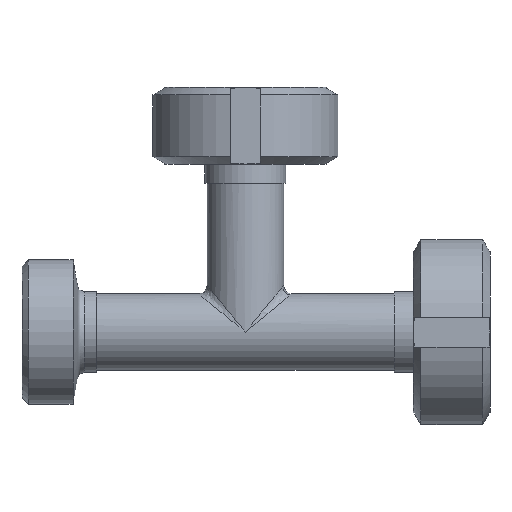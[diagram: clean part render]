
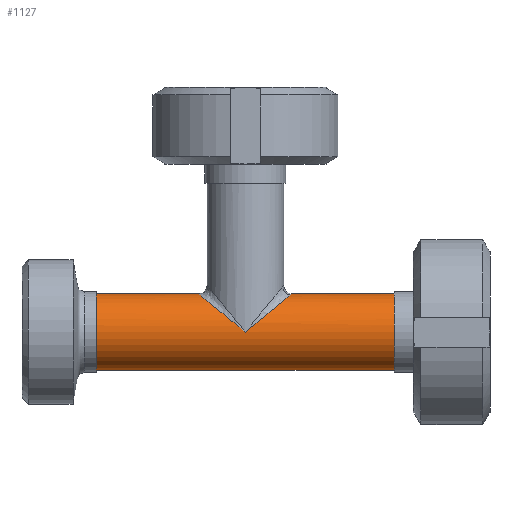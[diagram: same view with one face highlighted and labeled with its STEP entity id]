
A CAD part, front view. The second image highlights one B-rep face of the part: STEP entity #1127.
In plain terms, the highlighted cylindrical face has radius 9 mm (diameter 18 mm), a full revolution.
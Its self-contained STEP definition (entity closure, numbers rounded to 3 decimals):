
#833=CARTESIAN_POINT('',(0.0,9.0,0.0));
#834=VERTEX_POINT('',#833);
#835=CARTESIAN_POINT('',(0.0,-9.0,0.0));
#836=VERTEX_POINT('',#835);
#837=CARTESIAN_POINT('',(0.0,0.0,0.));
#838=DIRECTION('',(0.633,0.,0.774));
#839=DIRECTION('',(-0.774,0.0,0.633));
#840=AXIS2_PLACEMENT_3D('',#837,#838,#839);
#841=ELLIPSE('',#840,14.213,9.);
#842=EDGE_CURVE('',#834,#836,#841,.T.);
#1025=CARTESIAN_POINT('',(0.0,0.0,0.));
#1026=DIRECTION('',(-0.633,0.,0.774));
#1027=DIRECTION('',(0.774,0.0,0.633));
#1028=AXIS2_PLACEMENT_3D('',#1025,#1026,#1027);
#1029=ELLIPSE('',#1028,14.213,9.);
#1030=EDGE_CURVE('',#836,#834,#1029,.T.);
#1096=CARTESIAN_POINT('',(0.0,0.0,0.0));
#1097=DIRECTION('',(-1.0,0.0,0.0));
#1098=DIRECTION('',(0.0,-1.0,0.0));
#1099=AXIS2_PLACEMENT_3D('',#1096,#1097,#1098);
#1100=CYLINDRICAL_SURFACE('',#1099,9.);
#1101=CARTESIAN_POINT('',(-35.0,-9.,0.0));
#1102=VERTEX_POINT('',#1101);
#1103=CARTESIAN_POINT('',(-35.0,0.0,0.0));
#1104=DIRECTION('',(-1.0,0.0,0.0));
#1105=DIRECTION('',(0.0,-1.0,0.0));
#1106=AXIS2_PLACEMENT_3D('',#1103,#1104,#1105);
#1107=CIRCLE('',#1106,9.);
#1108=EDGE_CURVE('',#1102,#1102,#1107,.T.);
#1109=ORIENTED_EDGE('',*,*,#1108,.F.);
#1110=EDGE_LOOP('',(#1109));
#1111=FACE_OUTER_BOUND('',#1110,.T.);
#1112=ORIENTED_EDGE('',*,*,#842,.F.);
#1113=ORIENTED_EDGE('',*,*,#1030,.F.);
#1114=EDGE_LOOP('',(#1112,#1113));
#1115=FACE_BOUND('',#1114,.T.);
#1116=CARTESIAN_POINT('',(35.0,-9.,0.0));
#1117=VERTEX_POINT('',#1116);
#1118=CARTESIAN_POINT('',(35.0,0.0,0.0));
#1119=DIRECTION('',(-1.0,0.0,0.0));
#1120=DIRECTION('',(0.0,-1.0,0.0));
#1121=AXIS2_PLACEMENT_3D('',#1118,#1119,#1120);
#1122=CIRCLE('',#1121,9.);
#1123=EDGE_CURVE('',#1117,#1117,#1122,.T.);
#1124=ORIENTED_EDGE('',*,*,#1123,.T.);
#1125=EDGE_LOOP('',(#1124));
#1126=FACE_BOUND('',#1125,.T.);
#1127=ADVANCED_FACE('',(#1111,#1115,#1126),#1100,.T.);
